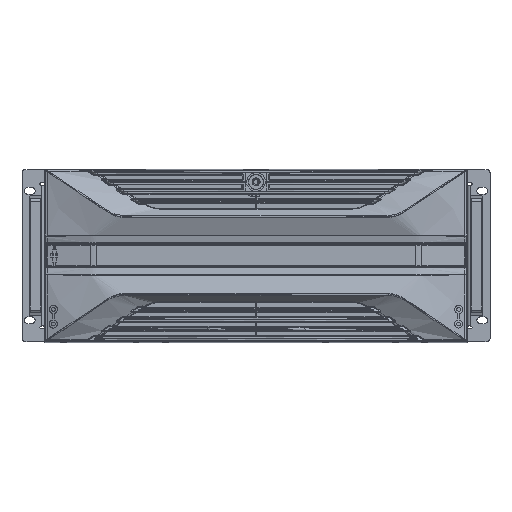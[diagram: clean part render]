
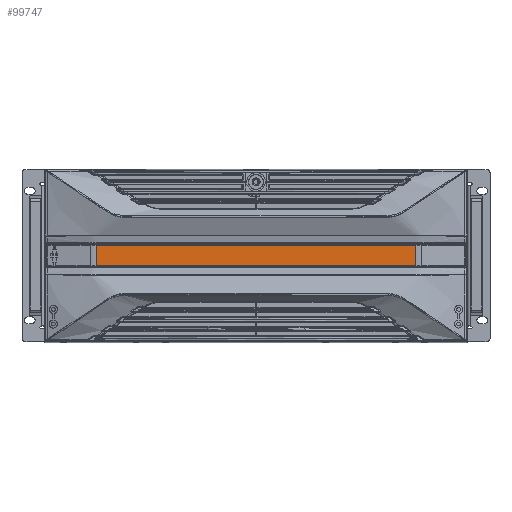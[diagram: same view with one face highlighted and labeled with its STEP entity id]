
A CAD part, top view. The second image highlights one B-rep face of the part: STEP entity #99747.
In plain terms, the highlighted planar face has unit normal (0, 0, 1).
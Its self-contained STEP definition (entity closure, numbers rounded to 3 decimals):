
#2633 = CARTESIAN_POINT ( 'NONE',  ( 76.471, 2.759, 1141.364 ) ) ;
#6144 = ORIENTED_EDGE ( 'NONE', *, *, #27082, .T. ) ;
#7207 = VERTEX_POINT ( 'NONE', #311456 ) ;
#27082 = EDGE_CURVE ( 'NONE', #235250, #252735, #133962, .T. ) ;
#28944 = ORIENTED_EDGE ( 'NONE', *, *, #124313, .T. ) ;
#31456 = LINE ( 'NONE', #255515, #323178 ) ;
#38447 = VECTOR ( 'NONE', #145372, 1000. ) ;
#41333 = ORIENTED_EDGE ( 'NONE', *, *, #199807, .F. ) ;
#59953 = AXIS2_PLACEMENT_3D ( 'NONE', #157752, #191094, #164573 ) ;
#93220 = CARTESIAN_POINT ( 'NONE',  ( -252.288, 459.014, 1141.364 ) ) ;
#95958 = CARTESIAN_POINT ( 'NONE',  ( -252.288, 2.759, 1141.364 ) ) ;
#97488 = LINE ( 'NONE', #126469, #130405 ) ;
#99747 = ADVANCED_FACE ( 'NONE', ( #223902 ), #131390, .T. ) ;
#124313 = EDGE_CURVE ( 'NONE', #7207, #235250, #31456, .T. ) ;
#126469 = CARTESIAN_POINT ( 'NONE',  ( 76.471, 459.014, 1141.364 ) ) ;
#129833 = DIRECTION ( 'NONE',  ( 0., -1., 0. ) ) ;
#130405 = VECTOR ( 'NONE', #129833, 1000. ) ;
#131390 = PLANE ( 'NONE',  #59953 ) ;
#133962 = LINE ( 'NONE', #93220, #187406 ) ;
#145372 = DIRECTION ( 'NONE',  ( -1., 0., 0. ) ) ;
#157752 = CARTESIAN_POINT ( 'NONE',  ( -252.288, 459.014, 1141.364 ) ) ;
#164573 = DIRECTION ( 'NONE',  ( 1., 0., 0. ) ) ;
#187406 = VECTOR ( 'NONE', #224145, 1000. ) ;
#191094 = DIRECTION ( 'NONE',  ( 0., 0., 1. ) ) ;
#199807 = EDGE_CURVE ( 'NONE', #7207, #278881, #97488, .T. ) ;
#206821 = LINE ( 'NONE', #95958, #38447 ) ;
#223902 = FACE_OUTER_BOUND ( 'NONE', #267098, .T. ) ;
#224145 = DIRECTION ( 'NONE',  ( 0., -1., 0. ) ) ;
#234238 = CARTESIAN_POINT ( 'NONE',  ( -252.288, 25.759, 1141.364 ) ) ;
#235250 = VERTEX_POINT ( 'NONE', #234238 ) ;
#241674 = CARTESIAN_POINT ( 'NONE',  ( -252.288, 2.759, 1141.364 ) ) ;
#252735 = VERTEX_POINT ( 'NONE', #241674 ) ;
#255515 = CARTESIAN_POINT ( 'NONE',  ( -252.288, 25.759, 1141.364 ) ) ;
#267098 = EDGE_LOOP ( 'NONE', ( #28944, #6144, #328867, #41333 ) ) ;
#278881 = VERTEX_POINT ( 'NONE', #2633 ) ;
#287873 = EDGE_CURVE ( 'NONE', #278881, #252735, #206821, .T. ) ;
#311456 = CARTESIAN_POINT ( 'NONE',  ( 76.471, 25.759, 1141.364 ) ) ;
#323178 = VECTOR ( 'NONE', #331354, 1000. ) ;
#328867 = ORIENTED_EDGE ( 'NONE', *, *, #287873, .F. ) ;
#331354 = DIRECTION ( 'NONE',  ( -1., 0., 0. ) ) ;
